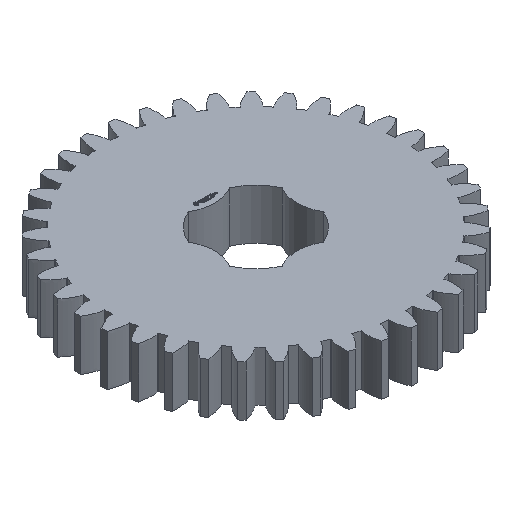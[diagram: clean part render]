
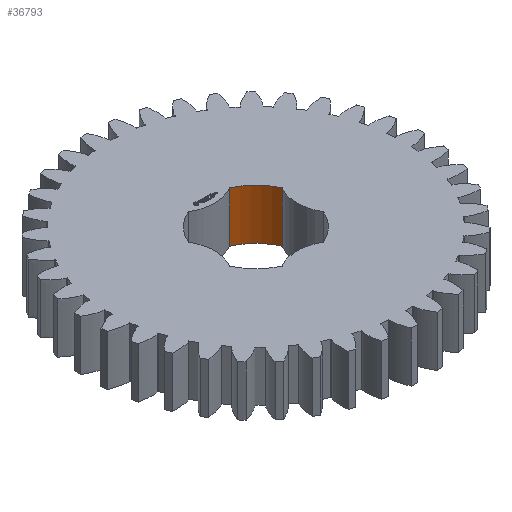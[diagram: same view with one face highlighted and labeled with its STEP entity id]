
A CAD part, isometric view. The second image highlights one B-rep face of the part: STEP entity #36793.
In plain terms, the highlighted cylindrical face has radius 6.35 mm (diameter 12.7 mm), a partial arc.
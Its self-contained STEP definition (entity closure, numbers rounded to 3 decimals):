
#93 = PLANE('',#94);
#94 = AXIS2_PLACEMENT_3D('',#95,#96,#97);
#95 = CARTESIAN_POINT('',(0.,0.,6.25));
#96 = DIRECTION('',(0.,0.,1.));
#97 = DIRECTION('',(1.,0.,0.));
#168 = PLANE('',#169);
#169 = AXIS2_PLACEMENT_3D('',#170,#171,#172);
#170 = CARTESIAN_POINT('',(0.,0.,0.));
#171 = DIRECTION('',(0.,0.,1.));
#172 = DIRECTION('',(1.,0.,0.));
#11312 = VERTEX_POINT('',#11313);
#11313 = CARTESIAN_POINT('',(2.55,5.816,0.));
#11328 = CYLINDRICAL_SURFACE('',#11329,4.9);
#11329 = AXIS2_PLACEMENT_3D('',#11330,#11331,#11332);
#11330 = CARTESIAN_POINT('',(0.,10.,0.));
#11331 = DIRECTION('',(0.,-0.,-1.));
#11332 = DIRECTION('',(0.707,0.707,0.));
#11340 = EDGE_CURVE('',#11341,#11312,#11343,.T.);
#11341 = VERTEX_POINT('',#11342);
#11342 = CARTESIAN_POINT('',(5.816,2.55,0.));
#11343 = SURFACE_CURVE('',#11344,(#11349,#11356),.PCURVE_S1.);
#11344 = CIRCLE('',#11345,6.35);
#11345 = AXIS2_PLACEMENT_3D('',#11346,#11347,#11348);
#11346 = CARTESIAN_POINT('',(0.,0.,0.));
#11347 = DIRECTION('',(0.,-0.,1.));
#11348 = DIRECTION('',(0.707,0.707,0.));
#11349 = PCURVE('',#168,#11350);
#11350 = DEFINITIONAL_REPRESENTATION('',(#11351),#11355);
#11351 = CIRCLE('',#11352,6.35);
#11352 = AXIS2_PLACEMENT_2D('',#11353,#11354);
#11353 = CARTESIAN_POINT('',(0.,0.));
#11354 = DIRECTION('',(0.707,0.707));
#11355 = ( GEOMETRIC_REPRESENTATION_CONTEXT(2) 
PARAMETRIC_REPRESENTATION_CONTEXT() REPRESENTATION_CONTEXT('2D SPACE',''
  ) );
#11356 = PCURVE('',#11357,#11362);
#11357 = CYLINDRICAL_SURFACE('',#11358,6.35);
#11358 = AXIS2_PLACEMENT_3D('',#11359,#11360,#11361);
#11359 = CARTESIAN_POINT('',(0.,0.,0.));
#11360 = DIRECTION('',(0.,-0.,-1.));
#11361 = DIRECTION('',(0.707,0.707,0.));
#11362 = DEFINITIONAL_REPRESENTATION('',(#11363),#11367);
#11363 = LINE('',#11364,#11365);
#11364 = CARTESIAN_POINT('',(-0.,0.));
#11365 = VECTOR('',#11366,1.);
#11366 = DIRECTION('',(-1.,0.));
#11367 = ( GEOMETRIC_REPRESENTATION_CONTEXT(2) 
PARAMETRIC_REPRESENTATION_CONTEXT() REPRESENTATION_CONTEXT('2D SPACE',''
  ) );
#11386 = CYLINDRICAL_SURFACE('',#11387,4.9);
#11387 = AXIS2_PLACEMENT_3D('',#11388,#11389,#11390);
#11388 = CARTESIAN_POINT('',(10.,0.,0.));
#11389 = DIRECTION('',(0.,-0.,-1.));
#11390 = DIRECTION('',(0.707,0.707,0.));
#19442 = VERTEX_POINT('',#19443);
#19443 = CARTESIAN_POINT('',(2.55,5.816,6.25));
#19465 = EDGE_CURVE('',#19466,#19442,#19468,.T.);
#19466 = VERTEX_POINT('',#19467);
#19467 = CARTESIAN_POINT('',(5.816,2.55,6.25));
#19468 = SURFACE_CURVE('',#19469,(#19474,#19481),.PCURVE_S1.);
#19469 = CIRCLE('',#19470,6.35);
#19470 = AXIS2_PLACEMENT_3D('',#19471,#19472,#19473);
#19471 = CARTESIAN_POINT('',(0.,0.,6.25)
  );
#19472 = DIRECTION('',(0.,-0.,1.));
#19473 = DIRECTION('',(0.707,0.707,0.));
#19474 = PCURVE('',#93,#19475);
#19475 = DEFINITIONAL_REPRESENTATION('',(#19476),#19480);
#19476 = CIRCLE('',#19477,6.35);
#19477 = AXIS2_PLACEMENT_2D('',#19478,#19479);
#19478 = CARTESIAN_POINT('',(0.,0.));
#19479 = DIRECTION('',(0.707,0.707));
#19480 = ( GEOMETRIC_REPRESENTATION_CONTEXT(2) 
PARAMETRIC_REPRESENTATION_CONTEXT() REPRESENTATION_CONTEXT('2D SPACE',''
  ) );
#19481 = PCURVE('',#11357,#19482);
#19482 = DEFINITIONAL_REPRESENTATION('',(#19483),#19487);
#19483 = LINE('',#19484,#19485);
#19484 = CARTESIAN_POINT('',(-0.,-6.25));
#19485 = VECTOR('',#19486,1.);
#19486 = DIRECTION('',(-1.,0.));
#19487 = ( GEOMETRIC_REPRESENTATION_CONTEXT(2) 
PARAMETRIC_REPRESENTATION_CONTEXT() REPRESENTATION_CONTEXT('2D SPACE',''
  ) );
#36770 = EDGE_CURVE('',#11341,#19466,#36771,.T.);
#36771 = SURFACE_CURVE('',#36772,(#36776,#36783),.PCURVE_S1.);
#36772 = LINE('',#36773,#36774);
#36773 = CARTESIAN_POINT('',(5.816,2.55,0.));
#36774 = VECTOR('',#36775,1.);
#36775 = DIRECTION('',(0.,0.,1.));
#36776 = PCURVE('',#11386,#36777);
#36777 = DEFINITIONAL_REPRESENTATION('',(#36778),#36782);
#36778 = LINE('',#36779,#36780);
#36779 = CARTESIAN_POINT('',(-1.809,0.));
#36780 = VECTOR('',#36781,1.);
#36781 = DIRECTION('',(-0.,-1.));
#36782 = ( GEOMETRIC_REPRESENTATION_CONTEXT(2) 
PARAMETRIC_REPRESENTATION_CONTEXT() REPRESENTATION_CONTEXT('2D SPACE',''
  ) );
#36783 = PCURVE('',#11357,#36784);
#36784 = DEFINITIONAL_REPRESENTATION('',(#36785),#36789);
#36785 = LINE('',#36786,#36787);
#36786 = CARTESIAN_POINT('',(-5.911,0.));
#36787 = VECTOR('',#36788,1.);
#36788 = DIRECTION('',(-0.,-1.));
#36789 = ( GEOMETRIC_REPRESENTATION_CONTEXT(2) 
PARAMETRIC_REPRESENTATION_CONTEXT() REPRESENTATION_CONTEXT('2D SPACE',''
  ) );
#36793 = ADVANCED_FACE('',(#36794),#11357,.F.);
#36794 = FACE_BOUND('',#36795,.T.);
#36795 = EDGE_LOOP('',(#36796,#36797,#36798,#36819));
#36796 = ORIENTED_EDGE('',*,*,#36770,.T.);
#36797 = ORIENTED_EDGE('',*,*,#19465,.T.);
#36798 = ORIENTED_EDGE('',*,*,#36799,.F.);
#36799 = EDGE_CURVE('',#11312,#19442,#36800,.T.);
#36800 = SURFACE_CURVE('',#36801,(#36805,#36812),.PCURVE_S1.);
#36801 = LINE('',#36802,#36803);
#36802 = CARTESIAN_POINT('',(2.55,5.816,0.));
#36803 = VECTOR('',#36804,1.);
#36804 = DIRECTION('',(0.,0.,1.));
#36805 = PCURVE('',#11357,#36806);
#36806 = DEFINITIONAL_REPRESENTATION('',(#36807),#36811);
#36807 = LINE('',#36808,#36809);
#36808 = CARTESIAN_POINT('',(-6.655,0.));
#36809 = VECTOR('',#36810,1.);
#36810 = DIRECTION('',(-0.,-1.));
#36811 = ( GEOMETRIC_REPRESENTATION_CONTEXT(2) 
PARAMETRIC_REPRESENTATION_CONTEXT() REPRESENTATION_CONTEXT('2D SPACE',''
  ) );
#36812 = PCURVE('',#11328,#36813);
#36813 = DEFINITIONAL_REPRESENTATION('',(#36814),#36818);
#36814 = LINE('',#36815,#36816);
#36815 = CARTESIAN_POINT('',(-4.474,0.));
#36816 = VECTOR('',#36817,1.);
#36817 = DIRECTION('',(-0.,-1.));
#36818 = ( GEOMETRIC_REPRESENTATION_CONTEXT(2) 
PARAMETRIC_REPRESENTATION_CONTEXT() REPRESENTATION_CONTEXT('2D SPACE',''
  ) );
#36819 = ORIENTED_EDGE('',*,*,#11340,.F.);
